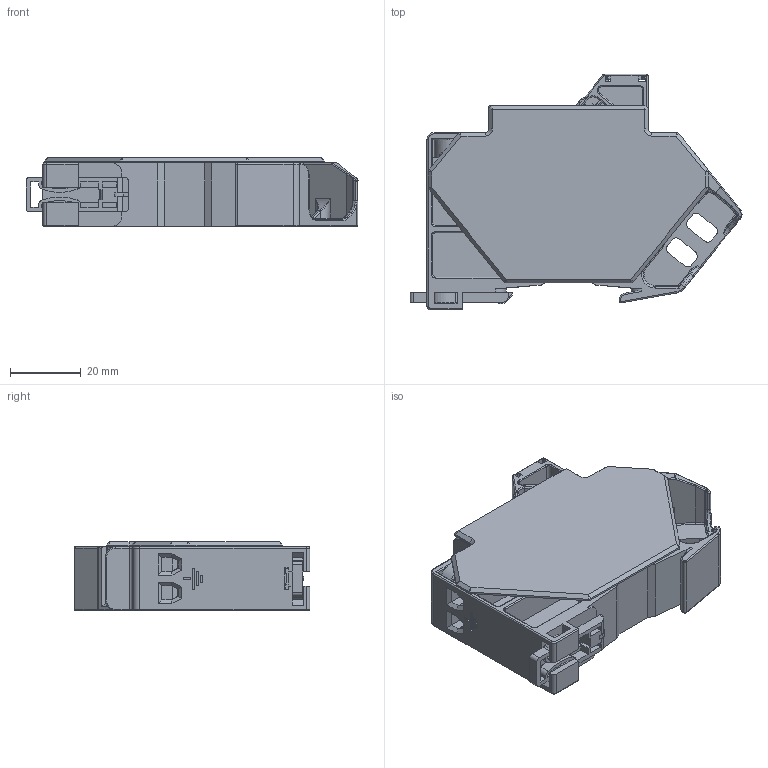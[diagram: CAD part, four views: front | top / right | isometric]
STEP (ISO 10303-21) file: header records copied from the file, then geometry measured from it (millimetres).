
FILE_DESCRIPTION((''),'2;1');
FILE_NAME('5_ASM_ASM','2020-10-16T',('TOM'),(''),'CREO PARAMETRIC BY PTC INC, 2018070','CREO PARAMETRIC BY PTC INC, 2018070','');
FILE_SCHEMA(('CONFIG_CONTROL_DESIGN'));
Length unit declared in the file: millimetre
Products named in the file (8): NEW_BEZEL_4_5_1_ASM; PRT0003_5_3; WINDOW_4_5_1; 13_4_5_1; 5_ASM_3_ASM; 1025; PRT0004; 5_ASM_ASM
Assembly tree (7 placements, depth 3):
  5_ASM_ASM
    5_ASM_3_ASM
      NEW_BEZEL_4_5_1_ASM
      PRT0003_5_3
      WINDOW_4_5_1
      13_4_5_1
    1025
    PRT0004
Bounding box: 93.84 x 66.6 x 19.5 mm (x, y, z)
Volume: 26873.2 mm3; surface area: 32933.1 mm2
Topology: 5 solids, 5 shells, 1238 faces, 3247 edges, 2030 vertices
Faces by surface type: plane 610, cylinder 404, torus 127, bspline 60, cone 36, sphere 1
Entity records: 40362 total; most frequent: CARTESIAN_POINT 9539, ORIENTED_EDGE 6474, DIRECTION 6412, EDGE_CURVE 3237, AXIS2_PLACEMENT_3D 2155, VECTOR 2102, LINE 2102, VERTEX_POINT 2030
